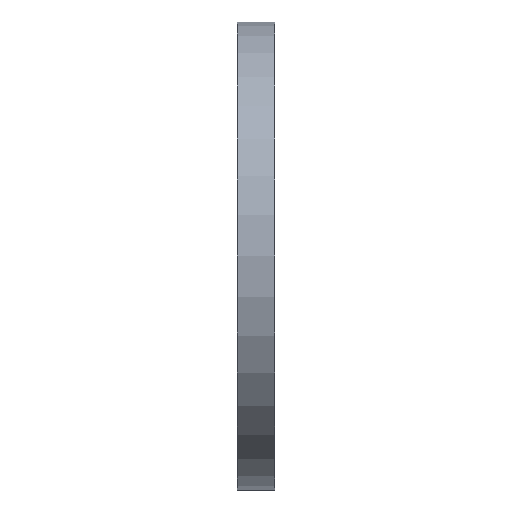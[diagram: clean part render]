
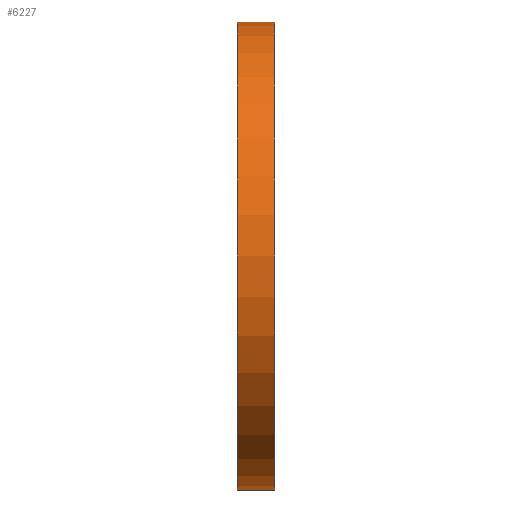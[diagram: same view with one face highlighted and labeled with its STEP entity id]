
A CAD part, left-side view. The second image highlights one B-rep face of the part: STEP entity #6227.
In plain terms, the highlighted cylindrical face has radius 50 mm (diameter 100 mm), a partial arc.
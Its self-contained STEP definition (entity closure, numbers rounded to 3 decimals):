
#404 = AXIS2_PLACEMENT_3D ( 'NONE', #2950, #8986, #7018 ) ;
#423 = CIRCLE ( 'NONE', #10173, 50. ) ;
#880 = LINE ( 'NONE', #6136, #3115 ) ;
#1216 = CARTESIAN_POINT ( 'NONE',  ( 0., 8., 0. ) ) ;
#2097 = ORIENTED_EDGE ( 'NONE', *, *, #2250, .T. ) ;
#2250 = EDGE_CURVE ( 'NONE', #8253, #8622, #12388, .T. ) ;
#2376 = DIRECTION ( 'NONE',  ( 0., -1., 0. ) ) ;
#2950 = CARTESIAN_POINT ( 'NONE',  ( 0., 0., 0. ) ) ;
#3000 = CARTESIAN_POINT ( 'NONE',  ( 0., 0., -50. ) ) ;
#3115 = VECTOR ( 'NONE', #5362, 1000. ) ;
#3662 = DIRECTION ( 'NONE',  ( 0., 0., -1. ) ) ;
#3906 = CYLINDRICAL_SURFACE ( 'NONE', #8184, 50. ) ;
#4911 = EDGE_CURVE ( 'NONE', #8622, #12659, #5543, .T. ) ;
#5036 = FACE_OUTER_BOUND ( 'NONE', #9184, .T. ) ;
#5362 = DIRECTION ( 'NONE',  ( 0., -1., 0. ) ) ;
#5543 = CIRCLE ( 'NONE', #404, 50. ) ;
#5964 = ORIENTED_EDGE ( 'NONE', *, *, #10497, .F. ) ;
#6136 = CARTESIAN_POINT ( 'NONE',  ( 0., 8., 50. ) ) ;
#6227 = ADVANCED_FACE ( 'NONE', ( #5036 ), #3906, .T. ) ;
#6406 = CARTESIAN_POINT ( 'NONE',  ( 0., 8., -50. ) ) ;
#6684 = CARTESIAN_POINT ( 'NONE',  ( 0., 0., 50. ) ) ;
#7018 = DIRECTION ( 'NONE',  ( 0., 0., 1. ) ) ;
#7636 = CARTESIAN_POINT ( 'NONE',  ( 0., 8., -50. ) ) ;
#8184 = AXIS2_PLACEMENT_3D ( 'NONE', #10783, #9744, #3662 ) ;
#8253 = VERTEX_POINT ( 'NONE', #7636 ) ;
#8622 = VERTEX_POINT ( 'NONE', #3000 ) ;
#8986 = DIRECTION ( 'NONE',  ( 0., 1., 0. ) ) ;
#9184 = EDGE_LOOP ( 'NONE', ( #5964, #11850, #2097, #10029 ) ) ;
#9344 = CARTESIAN_POINT ( 'NONE',  ( 0., 8., 50. ) ) ;
#9744 = DIRECTION ( 'NONE',  ( 0., -1., 0. ) ) ;
#10029 = ORIENTED_EDGE ( 'NONE', *, *, #4911, .T. ) ;
#10173 = AXIS2_PLACEMENT_3D ( 'NONE', #1216, #11388, #11340 ) ;
#10497 = EDGE_CURVE ( 'NONE', #11788, #12659, #880, .T. ) ;
#10562 = EDGE_CURVE ( 'NONE', #8253, #11788, #423, .T. ) ;
#10783 = CARTESIAN_POINT ( 'NONE',  ( 0., 8., 0. ) ) ;
#11112 = VECTOR ( 'NONE', #2376, 1000. ) ;
#11340 = DIRECTION ( 'NONE',  ( 0., 0., 1. ) ) ;
#11388 = DIRECTION ( 'NONE',  ( 0., 1., 0. ) ) ;
#11788 = VERTEX_POINT ( 'NONE', #9344 ) ;
#11850 = ORIENTED_EDGE ( 'NONE', *, *, #10562, .F. ) ;
#12388 = LINE ( 'NONE', #6406, #11112 ) ;
#12659 = VERTEX_POINT ( 'NONE', #6684 ) ;
